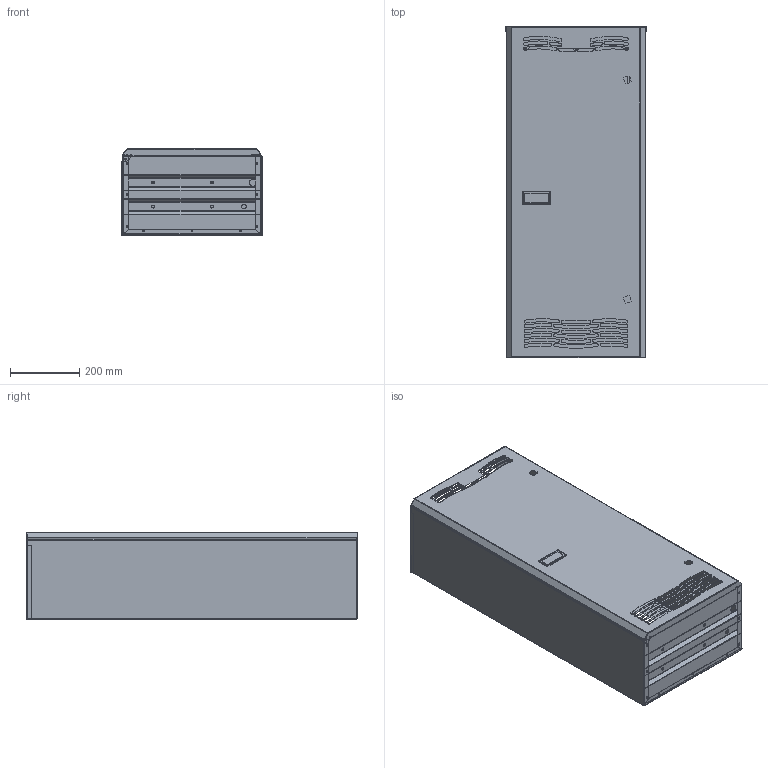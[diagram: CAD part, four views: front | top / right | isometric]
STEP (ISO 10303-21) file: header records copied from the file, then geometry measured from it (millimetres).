
FILE_DESCRIPTION (( 'STEP AP203' ), '1' );
FILE_NAME ('SVK2000-KATIMODEL.STEP', '2023-01-25T07:45:19', ( '' ), ( '' ), 'SwSTEP 2.0', 'SolidWorks 2011', '' );
FILE_SCHEMA (( 'CONFIG_CONTROL_DESIGN' ));
Length unit declared in the file: millimetre
Products named in the file (8): SVK2000-ONKAPAK; SVK2000-KATIMODEL; SVK2000-MUDAHALEKAPAK; SVK2000-MOTORALTSACI; SVK2000-ARKAKAPAK; SVK2000-USTKAPAK; SVK2000-GOVDE_2; Digital Display Controller-K
Assembly tree (7 placements, depth 2):
  SVK2000-KATIMODEL
    SVK2000-ONKAPAK
    SVK2000-USTKAPAK
    SVK2000-ARKAKAPAK
    SVK2000-MUDAHALEKAPAK
    Digital Display Controller-K
    SVK2000-GOVDE_2
    SVK2000-MOTORALTSACI
Bounding box: 405.13 x 956.79 x 252.47 mm (x, y, z)
Volume: 1481895.3 mm3; surface area: 2996192.7 mm2
Topology: 8 solids, 8 shells, 1895 faces, 5367 edges, 3490 vertices
Faces by surface type: plane 1068, cylinder 722, bspline 105
Entity records: 64229 total; most frequent: CARTESIAN_POINT 13473, ORIENTED_EDGE 10734, DIRECTION 9965, EDGE_CURVE 5367, LINE 3605, VECTOR 3605, VERTEX_POINT 3490, AXIS2_PLACEMENT_3D 3180
